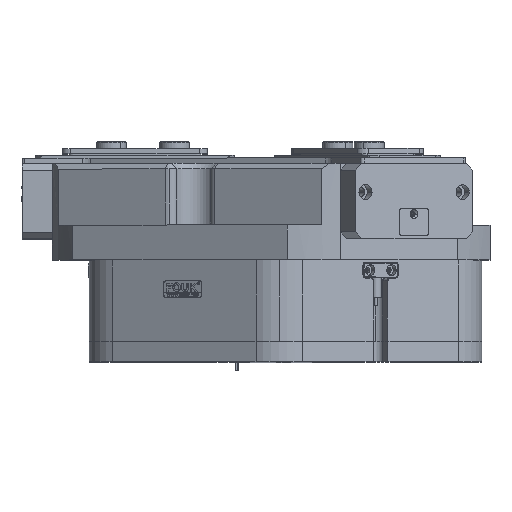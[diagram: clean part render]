
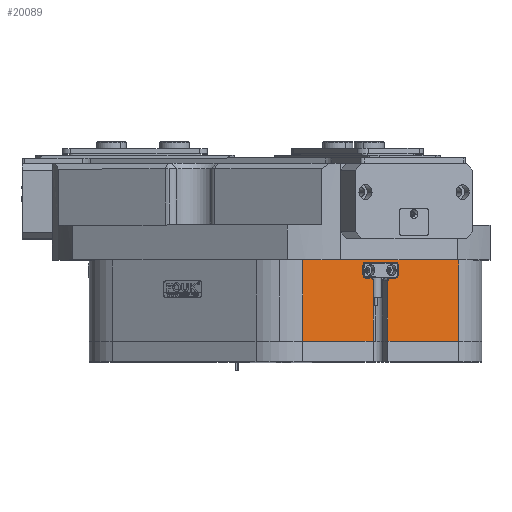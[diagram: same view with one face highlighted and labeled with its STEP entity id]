
A CAD part, top view. The second image highlights one B-rep face of the part: STEP entity #20089.
In plain terms, the highlighted planar face has unit normal (0.5, 0, 0.866).
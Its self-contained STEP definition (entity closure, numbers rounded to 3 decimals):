
#80 = CIRCLE ( 'NONE', #23664, 1.7 ) ;
#251 = CARTESIAN_POINT ( 'NONE',  ( 81.825, 57.8, 116.726 ) ) ;
#1087 = VECTOR ( 'NONE', #38988, 1000. ) ;
#1312 = DIRECTION ( 'NONE',  ( 0., -1., 0. ) ) ;
#1529 = CARTESIAN_POINT ( 'NONE',  ( 81.825, 48.5, 116.726 ) ) ;
#2274 = VECTOR ( 'NONE', #39322, 1000. ) ;
#2317 = EDGE_CURVE ( 'NONE', #44452, #13324, #26780, .T. ) ;
#2408 = CARTESIAN_POINT ( 'NONE',  ( 77.928, 46.2, 118.976 ) ) ;
#2523 = AXIS2_PLACEMENT_3D ( 'NONE', #25688, #43664, #12803 ) ;
#3510 = ORIENTED_EDGE ( 'NONE', *, *, #27148, .T. ) ;
#3599 = DIRECTION ( 'NONE',  ( 0., 1., 0. ) ) ;
#3754 = DIRECTION ( 'NONE',  ( 0.5, 0., 0.866 ) ) ;
#4439 = VERTEX_POINT ( 'NONE', #29367 ) ;
#4445 = ORIENTED_EDGE ( 'NONE', *, *, #26921, .T. ) ;
#4804 = EDGE_CURVE ( 'NONE', #33268, #13608, #28701, .T. ) ;
#5011 = CARTESIAN_POINT ( 'NONE',  ( 58.183, 55.5, 130.376 ) ) ;
#5083 = ORIENTED_EDGE ( 'NONE', *, *, #24212, .T. ) ;
#5171 = CARTESIAN_POINT ( 'NONE',  ( 128., 754.9, 90.067 ) ) ;
#6106 = DIRECTION ( 'NONE',  ( 0.866, 0., -0.5 ) ) ;
#6338 = DIRECTION ( 'NONE',  ( 0.866, 0., -0.5 ) ) ;
#7297 = EDGE_CURVE ( 'NONE', #37206, #40284, #47738, .T. ) ;
#7493 = AXIS2_PLACEMENT_3D ( 'NONE', #50263, #10958, #20008 ) ;
#7928 = VERTEX_POINT ( 'NONE', #30483 ) ;
#8035 = EDGE_CURVE ( 'NONE', #7928, #45786, #25736, .T. ) ;
#8513 = CARTESIAN_POINT ( 'NONE',  ( 65.544, 44.5, 126.126 ) ) ;
#8806 = EDGE_CURVE ( 'NONE', #13608, #43738, #24326, .T. ) ;
#8900 = DIRECTION ( 'NONE',  ( 0., 1., 0. ) ) ;
#9248 = VECTOR ( 'NONE', #18397, 1000. ) ;
#9556 = VERTEX_POINT ( 'NONE', #38043 ) ;
#10012 = LINE ( 'NONE', #8513, #18316 ) ;
#10188 = EDGE_LOOP ( 'NONE', ( #52748, #36256, #5083, #33696, #52128, #3510, #38774, #46530, #15973, #34007, #4445, #24305, #24075, #25551, #31684, #13309, #44685, #43279 ) ) ;
#10958 = DIRECTION ( 'NONE',  ( 0.5, 0., 0.866 ) ) ;
#11228 = VECTOR ( 'NONE', #50928, 1000. ) ;
#11236 = EDGE_CURVE ( 'NONE', #46181, #25212, #27567, .T. ) ;
#12049 = CARTESIAN_POINT ( 'NONE',  ( 60.175, 57.8, 129.226 ) ) ;
#12247 = CARTESIAN_POINT ( 'NONE',  ( 60.175, 55.5, 129.226 ) ) ;
#12803 = DIRECTION ( 'NONE',  ( 0.866, 0., -0.5 ) ) ;
#13309 = ORIENTED_EDGE ( 'NONE', *, *, #8035, .T. ) ;
#13324 = VERTEX_POINT ( 'NONE', #46831 ) ;
#13608 = VERTEX_POINT ( 'NONE', #26941 ) ;
#13682 = DIRECTION ( 'NONE',  ( 0.866, 0., -0.5 ) ) ;
#13779 = DIRECTION ( 'NONE',  ( 0.866, 0., -0.5 ) ) ;
#13966 = CARTESIAN_POINT ( 'NONE',  ( 60.175, 48.5, 129.226 ) ) ;
#15973 = ORIENTED_EDGE ( 'NONE', *, *, #53866, .T. ) ;
#16090 = VERTEX_POINT ( 'NONE', #46051 ) ;
#16832 = CIRCLE ( 'NONE', #20824, 2.3 ) ;
#16889 = CARTESIAN_POINT ( 'NONE',  ( 58.183, 55.5, 130.376 ) ) ;
#17252 = CARTESIAN_POINT ( 'NONE',  ( 284., 59.5, 0. ) ) ;
#18154 = EDGE_CURVE ( 'NONE', #36282, #13324, #19614, .T. ) ;
#18316 = VECTOR ( 'NONE', #8900, 1000. ) ;
#18397 = DIRECTION ( 'NONE',  ( -0.866, 0., 0.5 ) ) ;
#18921 = DIRECTION ( 'NONE',  ( 0., -1., 0. ) ) ;
#19532 = EDGE_CURVE ( 'NONE', #16090, #27002, #20156, .T. ) ;
#19538 = LINE ( 'NONE', #2408, #11228 ) ;
#19614 = LINE ( 'NONE', #31585, #9248 ) ;
#19951 = AXIS2_PLACEMENT_3D ( 'NONE', #1529, #32230, #6338 ) ;
#20008 = DIRECTION ( 'NONE',  ( 0.866, 0., -0.5 ) ) ;
#20089 = ADVANCED_FACE ( 'NONE', ( #46767 ), #39075, .T. ) ;
#20156 = LINE ( 'NONE', #39690, #2274 ) ;
#20724 = DIRECTION ( 'NONE',  ( -0.5, 0., -0.866 ) ) ;
#20824 = AXIS2_PLACEMENT_3D ( 'NONE', #13966, #22241, #13779 ) ;
#20887 = CIRCLE ( 'NONE', #38895, 2.3 ) ;
#21247 = VECTOR ( 'NONE', #56563, 1000. ) ;
#21309 = VECTOR ( 'NONE', #1312, 1000. ) ;
#22241 = DIRECTION ( 'NONE',  ( -0.5, 0., -0.866 ) ) ;
#22983 = VECTOR ( 'NONE', #52544, 1000. ) ;
#23076 = CARTESIAN_POINT ( 'NONE',  ( 284., 0., 0. ) ) ;
#23262 = EDGE_CURVE ( 'NONE', #7928, #43738, #42701, .T. ) ;
#23265 = CARTESIAN_POINT ( 'NONE',  ( 81.825, 57.8, 116.726 ) ) ;
#23664 = AXIS2_PLACEMENT_3D ( 'NONE', #34228, #3754, #34794 ) ;
#23802 = AXIS2_PLACEMENT_3D ( 'NONE', #31583, #45183, #6106 ) ;
#24075 = ORIENTED_EDGE ( 'NONE', *, *, #4804, .T. ) ;
#24212 = EDGE_CURVE ( 'NONE', #9556, #16090, #80, .T. ) ;
#24305 = ORIENTED_EDGE ( 'NONE', *, *, #54037, .T. ) ;
#24326 = LINE ( 'NONE', #41324, #27064 ) ;
#25212 = VERTEX_POINT ( 'NONE', #23265 ) ;
#25551 = ORIENTED_EDGE ( 'NONE', *, *, #8806, .T. ) ;
#25688 = CARTESIAN_POINT ( 'NONE',  ( 284., 754.9, 0. ) ) ;
#25736 = LINE ( 'NONE', #5171, #22983 ) ;
#26210 = VECTOR ( 'NONE', #13682, 1000. ) ;
#26780 = LINE ( 'NONE', #51796, #21309 ) ;
#26921 = EDGE_CURVE ( 'NONE', #40284, #4439, #45061, .T. ) ;
#26941 = CARTESIAN_POINT ( 'NONE',  ( 76.456, 44.5, 119.826 ) ) ;
#27002 = VERTEX_POINT ( 'NONE', #45989 ) ;
#27064 = VECTOR ( 'NONE', #18921, 1000. ) ;
#27148 = EDGE_CURVE ( 'NONE', #47335, #47498, #38199, .T. ) ;
#27567 = LINE ( 'NONE', #251, #26210 ) ;
#28701 = CIRCLE ( 'NONE', #7493, 1.7 ) ;
#29367 = CARTESIAN_POINT ( 'NONE',  ( 81.825, 46.2, 116.726 ) ) ;
#29977 = VECTOR ( 'NONE', #3599, 1000. ) ;
#30483 = CARTESIAN_POINT ( 'NONE',  ( 128., 0., 90.067 ) ) ;
#30580 = EDGE_CURVE ( 'NONE', #44452, #45786, #55572, .T. ) ;
#31049 = VECTOR ( 'NONE', #40496, 1000. ) ;
#31583 = CARTESIAN_POINT ( 'NONE',  ( 81.825, 55.5, 116.726 ) ) ;
#31585 = CARTESIAN_POINT ( 'NONE',  ( 284., 0., 0. ) ) ;
#31684 = ORIENTED_EDGE ( 'NONE', *, *, #23262, .F. ) ;
#32230 = DIRECTION ( 'NONE',  ( -0.5, 0., -0.866 ) ) ;
#33268 = VERTEX_POINT ( 'NONE', #39609 ) ;
#33696 = ORIENTED_EDGE ( 'NONE', *, *, #19532, .T. ) ;
#34007 = ORIENTED_EDGE ( 'NONE', *, *, #7297, .T. ) ;
#34228 = CARTESIAN_POINT ( 'NONE',  ( 64.072, 44.5, 126.976 ) ) ;
#34794 = DIRECTION ( 'NONE',  ( 0.866, 0., -0.5 ) ) ;
#36256 = ORIENTED_EDGE ( 'NONE', *, *, #52653, .T. ) ;
#36282 = VERTEX_POINT ( 'NONE', #38131 ) ;
#37206 = VERTEX_POINT ( 'NONE', #38204 ) ;
#38043 = CARTESIAN_POINT ( 'NONE',  ( 65.544, 44.5, 126.126 ) ) ;
#38131 = CARTESIAN_POINT ( 'NONE',  ( 65.544, 0., 126.126 ) ) ;
#38199 = LINE ( 'NONE', #16889, #29977 ) ;
#38204 = CARTESIAN_POINT ( 'NONE',  ( 83.817, 55.5, 115.576 ) ) ;
#38510 = CARTESIAN_POINT ( 'NONE',  ( 14., 59.5, 155.885 ) ) ;
#38743 = CIRCLE ( 'NONE', #23802, 2.3 ) ;
#38774 = ORIENTED_EDGE ( 'NONE', *, *, #55198, .T. ) ;
#38895 = AXIS2_PLACEMENT_3D ( 'NONE', #12247, #20724, #43508 ) ;
#38988 = DIRECTION ( 'NONE',  ( 0., -1., 0. ) ) ;
#39075 = PLANE ( 'NONE',  #2523 ) ;
#39322 = DIRECTION ( 'NONE',  ( -0.866, 0., 0.5 ) ) ;
#39609 = CARTESIAN_POINT ( 'NONE',  ( 77.928, 46.2, 118.976 ) ) ;
#39690 = CARTESIAN_POINT ( 'NONE',  ( 60.175, 46.2, 129.226 ) ) ;
#40284 = VERTEX_POINT ( 'NONE', #42772 ) ;
#40496 = DIRECTION ( 'NONE',  ( -0.866, 0., 0.5 ) ) ;
#40739 = CARTESIAN_POINT ( 'NONE',  ( 76.456, 0., 119.826 ) ) ;
#41324 = CARTESIAN_POINT ( 'NONE',  ( 76.456, 0., 119.826 ) ) ;
#42701 = LINE ( 'NONE', #23076, #31049 ) ;
#42772 = CARTESIAN_POINT ( 'NONE',  ( 83.817, 48.5, 115.576 ) ) ;
#43279 = ORIENTED_EDGE ( 'NONE', *, *, #2317, .T. ) ;
#43385 = CARTESIAN_POINT ( 'NONE',  ( 83.817, 48.5, 115.576 ) ) ;
#43508 = DIRECTION ( 'NONE',  ( 0.866, 0., -0.5 ) ) ;
#43664 = DIRECTION ( 'NONE',  ( 0.5, 0., 0.866 ) ) ;
#43738 = VERTEX_POINT ( 'NONE', #40739 ) ;
#44452 = VERTEX_POINT ( 'NONE', #38510 ) ;
#44685 = ORIENTED_EDGE ( 'NONE', *, *, #30580, .F. ) ;
#45061 = CIRCLE ( 'NONE', #19951, 2.3 ) ;
#45183 = DIRECTION ( 'NONE',  ( -0.5, 0., -0.866 ) ) ;
#45786 = VERTEX_POINT ( 'NONE', #55833 ) ;
#45989 = CARTESIAN_POINT ( 'NONE',  ( 60.175, 46.2, 129.226 ) ) ;
#46051 = CARTESIAN_POINT ( 'NONE',  ( 64.072, 46.2, 126.976 ) ) ;
#46181 = VERTEX_POINT ( 'NONE', #12049 ) ;
#46530 = ORIENTED_EDGE ( 'NONE', *, *, #11236, .T. ) ;
#46767 = FACE_OUTER_BOUND ( 'NONE', #10188, .T. ) ;
#46831 = CARTESIAN_POINT ( 'NONE',  ( 14., 0., 155.885 ) ) ;
#47335 = VERTEX_POINT ( 'NONE', #56248 ) ;
#47498 = VERTEX_POINT ( 'NONE', #5011 ) ;
#47738 = LINE ( 'NONE', #43385, #1087 ) ;
#50263 = CARTESIAN_POINT ( 'NONE',  ( 77.928, 44.5, 118.976 ) ) ;
#50928 = DIRECTION ( 'NONE',  ( -0.866, 0., 0.5 ) ) ;
#51796 = CARTESIAN_POINT ( 'NONE',  ( 14., 754.9, 155.885 ) ) ;
#52128 = ORIENTED_EDGE ( 'NONE', *, *, #53787, .T. ) ;
#52544 = DIRECTION ( 'NONE',  ( 0., 1., 0. ) ) ;
#52653 = EDGE_CURVE ( 'NONE', #36282, #9556, #10012, .T. ) ;
#52748 = ORIENTED_EDGE ( 'NONE', *, *, #18154, .F. ) ;
#53787 = EDGE_CURVE ( 'NONE', #27002, #47335, #16832, .T. ) ;
#53866 = EDGE_CURVE ( 'NONE', #25212, #37206, #38743, .T. ) ;
#54037 = EDGE_CURVE ( 'NONE', #4439, #33268, #19538, .T. ) ;
#55198 = EDGE_CURVE ( 'NONE', #47498, #46181, #20887, .T. ) ;
#55572 = LINE ( 'NONE', #17252, #21247 ) ;
#55833 = CARTESIAN_POINT ( 'NONE',  ( 128., 59.5, 90.067 ) ) ;
#56248 = CARTESIAN_POINT ( 'NONE',  ( 58.183, 48.5, 130.376 ) ) ;
#56563 = DIRECTION ( 'NONE',  ( 0.866, 0., -0.5 ) ) ;
